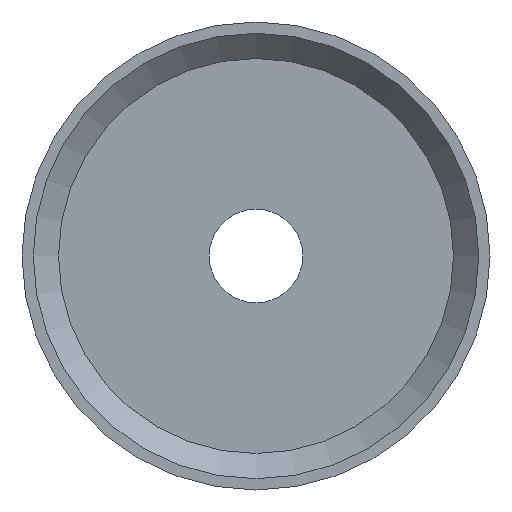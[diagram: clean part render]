
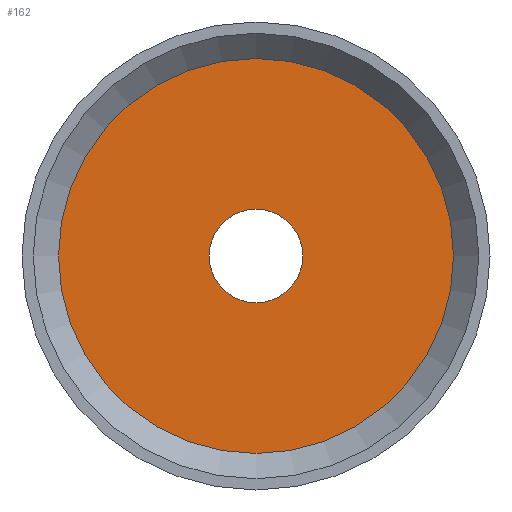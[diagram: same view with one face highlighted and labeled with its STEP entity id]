
A CAD part, front view. The second image highlights one B-rep face of the part: STEP entity #162.
In plain terms, the highlighted planar face has unit normal (0, -1, 0).
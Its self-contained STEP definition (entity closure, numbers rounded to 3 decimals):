
#35=FACE_BOUND('',#52,.T.);
#39=FACE_OUTER_BOUND('',#51,.T.);
#51=EDGE_LOOP('',(#116));
#52=EDGE_LOOP('',(#117));
#67=CIRCLE('',#189,21.1);
#68=CIRCLE('',#190,5.);
#82=VERTEX_POINT('',#279);
#83=VERTEX_POINT('',#281);
#95=EDGE_CURVE('',#82,#82,#67,.T.);
#96=EDGE_CURVE('',#83,#83,#68,.T.);
#116=ORIENTED_EDGE('',*,*,#95,.T.);
#117=ORIENTED_EDGE('',*,*,#96,.F.);
#158=PLANE('',#188);
#162=ADVANCED_FACE('',(#39,#35),#158,.T.);
#188=AXIS2_PLACEMENT_3D('',#278,#217,#218);
#189=AXIS2_PLACEMENT_3D('',#280,#219,#220);
#190=AXIS2_PLACEMENT_3D('',#282,#221,#222);
#217=DIRECTION('center_axis',(0.,-1.,0.));
#218=DIRECTION('ref_axis',(0.,0.,-1.));
#219=DIRECTION('center_axis',(0.,-1.,0.));
#220=DIRECTION('ref_axis',(1.,0.,0.));
#221=DIRECTION('center_axis',(0.,-1.,0.));
#222=DIRECTION('ref_axis',(1.,0.,0.));
#278=CARTESIAN_POINT('Origin',(5.,-5.75,0.));
#279=CARTESIAN_POINT('',(-21.1,-5.75,0.));
#280=CARTESIAN_POINT('Origin',(0.,-5.75,0.));
#281=CARTESIAN_POINT('',(-5.,-5.75,0.));
#282=CARTESIAN_POINT('Origin',(0.,-5.75,0.));
